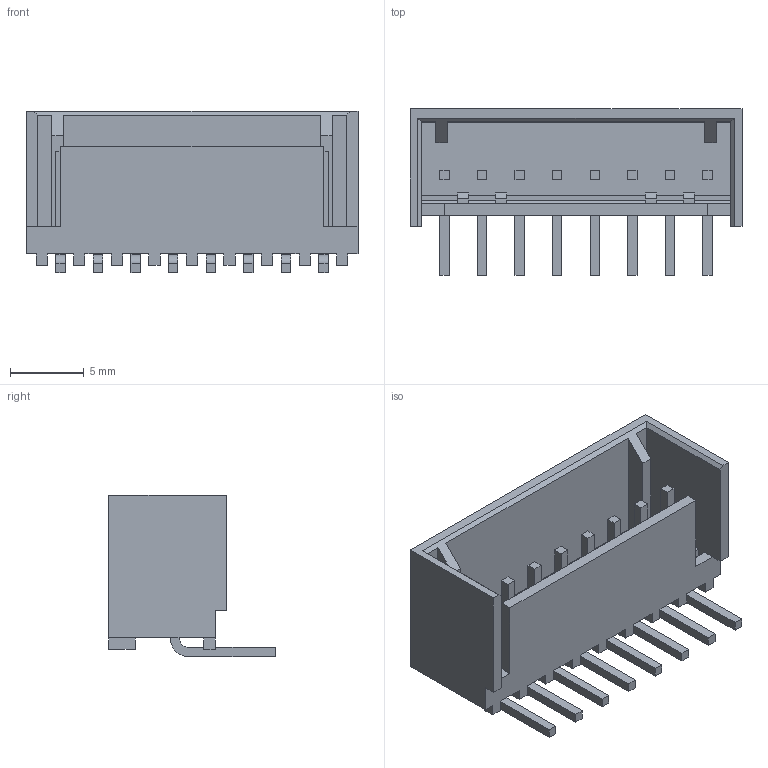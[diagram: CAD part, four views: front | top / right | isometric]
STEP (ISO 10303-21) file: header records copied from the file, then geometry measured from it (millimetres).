
FILE_DESCRIPTION((''),'2;1');
FILE_NAME('C-2-644488-8','2013-12-31T',('workeradm'),('Tyco Electronics Ltd.'),'PRO/ENGINEER BY PARAMETRIC TECHNOLOGY CORPORATION, 2013050','PRO/ENGINEER BY PARAMETRIC TECHNOLOGY CORPORATION, 2013050','');
FILE_SCHEMA(('AUTOMOTIVE_DESIGN { 1 0 10303 214 1 1 1 1 }'));
Length unit declared in the file: millimetre
Products named in the file (1): C-2-644488-8
Bounding box: 22.45 x 11.25 x 10.92 mm (x, y, z)
Volume: 671.2 mm3; surface area: 1587.5 mm2
Topology: 1 solids, 1 shells, 242 faces, 656 edges, 436 vertices
Faces by surface type: plane 225, cylinder 17
Entity records: 7658 total; most frequent: CARTESIAN_POINT 1336, ORIENTED_EDGE 1312, DIRECTION 1174, EDGE_CURVE 656, VECTOR 622, LINE 622, VERTEX_POINT 436, AXIS2_PLACEMENT_3D 276
